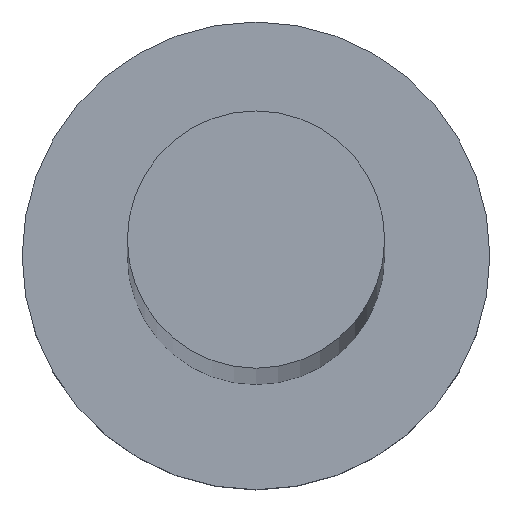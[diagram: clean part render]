
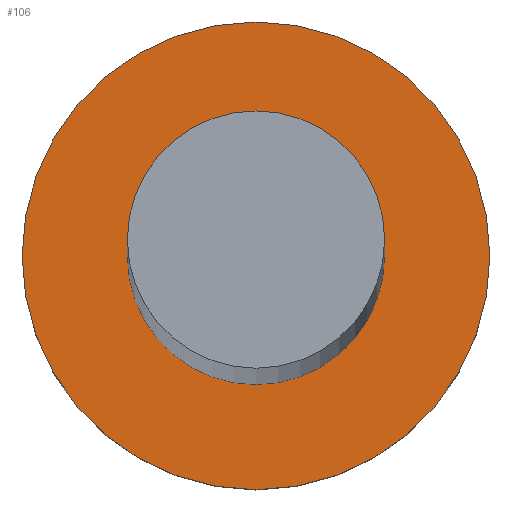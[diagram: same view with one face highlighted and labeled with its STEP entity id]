
A CAD part, top view. The second image highlights one B-rep face of the part: STEP entity #106.
In plain terms, the highlighted planar face has unit normal (0, 0, 1).
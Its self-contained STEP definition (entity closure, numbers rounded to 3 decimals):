
#4 = AXIS2_PLACEMENT_3D ( 'NONE', #46, #183, #173 ) ;
#9 = CARTESIAN_POINT ( 'NONE',  ( 2.75, 0., 3. ) ) ;
#15 = CARTESIAN_POINT ( 'NONE',  ( 5., 0., 3. ) ) ;
#19 = VERTEX_POINT ( 'NONE', #15 ) ;
#25 = CARTESIAN_POINT ( 'NONE',  ( 0., 0., 3. ) ) ;
#29 = DIRECTION ( 'NONE',  ( 0., 0., 1. ) ) ;
#30 = DIRECTION ( 'NONE',  ( 0., 0., 1. ) ) ;
#36 = EDGE_CURVE ( 'NONE', #19, #194, #199, .T. ) ;
#46 = CARTESIAN_POINT ( 'NONE',  ( 0., 0., 3. ) ) ;
#51 = DIRECTION ( 'NONE',  ( 1., 0., 0. ) ) ;
#52 = AXIS2_PLACEMENT_3D ( 'NONE', #184, #30, #187 ) ;
#56 = VERTEX_POINT ( 'NONE', #103 ) ;
#58 = ORIENTED_EDGE ( 'NONE', *, *, #36, .T. ) ;
#61 = DIRECTION ( 'NONE',  ( 1., 0., 0. ) ) ;
#62 = AXIS2_PLACEMENT_3D ( 'NONE', #25, #29, #61 ) ;
#63 = FACE_BOUND ( 'NONE', #132, .T. ) ;
#74 = CIRCLE ( 'NONE', #52, 5. ) ;
#82 = FACE_OUTER_BOUND ( 'NONE', #240, .T. ) ;
#84 = DIRECTION ( 'NONE',  ( 1., 0., 0. ) ) ;
#89 = AXIS2_PLACEMENT_3D ( 'NONE', #226, #152, #84 ) ;
#92 = CIRCLE ( 'NONE', #140, 2.75 ) ;
#97 = ORIENTED_EDGE ( 'NONE', *, *, #197, .F. ) ;
#100 = ORIENTED_EDGE ( 'NONE', *, *, #186, .T. ) ;
#101 = VERTEX_POINT ( 'NONE', #9 ) ;
#103 = CARTESIAN_POINT ( 'NONE',  ( -2.75, 0., 3. ) ) ;
#106 = ADVANCED_FACE ( 'NONE', ( #63, #82 ), #172, .T. ) ;
#118 = CARTESIAN_POINT ( 'NONE',  ( -5., 0., 3. ) ) ;
#119 = EDGE_CURVE ( 'NONE', #56, #101, #179, .T. ) ;
#132 = EDGE_LOOP ( 'NONE', ( #198, #97 ) ) ;
#140 = AXIS2_PLACEMENT_3D ( 'NONE', #254, #255, #51 ) ;
#152 = DIRECTION ( 'NONE',  ( 0., 0., 1. ) ) ;
#172 = PLANE ( 'NONE',  #4 ) ;
#173 = DIRECTION ( 'NONE',  ( 1., 0., 0. ) ) ;
#179 = CIRCLE ( 'NONE', #62, 2.75 ) ;
#183 = DIRECTION ( 'NONE',  ( 0., 0., 1. ) ) ;
#184 = CARTESIAN_POINT ( 'NONE',  ( 0., 0., 3. ) ) ;
#186 = EDGE_CURVE ( 'NONE', #194, #19, #74, .T. ) ;
#187 = DIRECTION ( 'NONE',  ( 1., 0., 0. ) ) ;
#194 = VERTEX_POINT ( 'NONE', #118 ) ;
#197 = EDGE_CURVE ( 'NONE', #101, #56, #92, .T. ) ;
#198 = ORIENTED_EDGE ( 'NONE', *, *, #119, .F. ) ;
#199 = CIRCLE ( 'NONE', #89, 5. ) ;
#226 = CARTESIAN_POINT ( 'NONE',  ( 0., 0., 3. ) ) ;
#240 = EDGE_LOOP ( 'NONE', ( #100, #58 ) ) ;
#254 = CARTESIAN_POINT ( 'NONE',  ( 0., 0., 3. ) ) ;
#255 = DIRECTION ( 'NONE',  ( 0., 0., 1. ) ) ;
